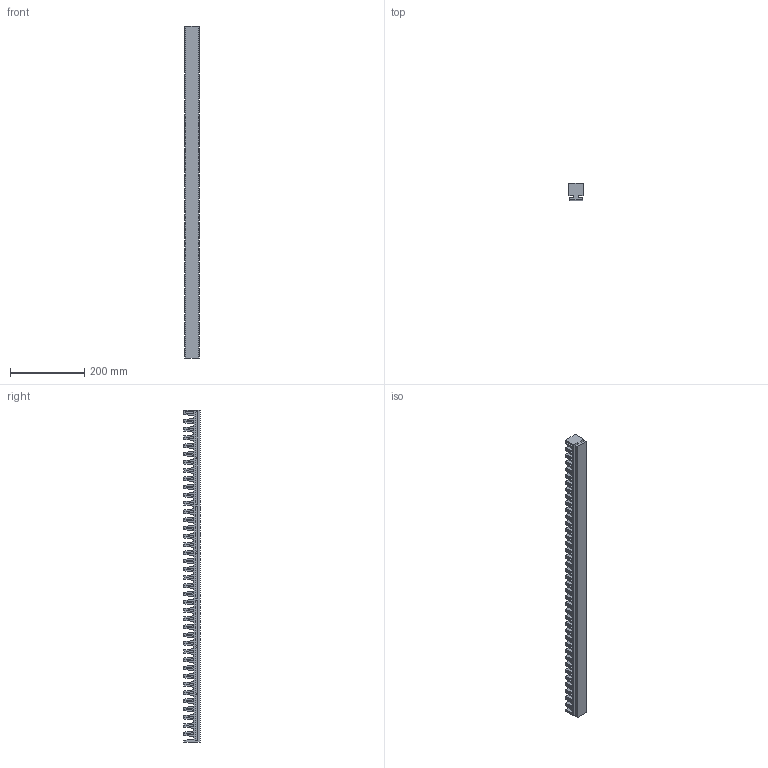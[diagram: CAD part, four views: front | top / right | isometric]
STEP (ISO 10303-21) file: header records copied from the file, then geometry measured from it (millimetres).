
FILE_DESCRIPTION((''),'2;1');
FILE_NAME('DE_414.stp','2007-11-16T10:01:34',('User'),('SDRC'), 'I-DEAS Master Series 9','UNIX','Yes');
FILE_SCHEMA(('AUTOMOTIVE_DESIGN { 1 0 10303 214 1 1 1 1 }'));
Length unit declared in the file: inch
Products named in the file (1): DE_414
Bounding box: 38.1 x 44.45 x 896.94 mm (x, y, z)
Volume: 803962.1 mm3; surface area: 325590.7 mm2
Topology: 1 solids, 1 shells, 552 faces, 1410 edges, 940 vertices
Faces by surface type: bspline 552
Entity records: 14965 total; most frequent: CARTESIAN_POINT 5969, ORIENTED_EDGE 2820, EDGE_CURVE 1410, VERTEX_POINT 940, QUASI_UNIFORM_CURVE 822, EDGE_LOOP 632, B_SPLINE_CURVE_WITH_KNOTS 588, FACE_OUTER_BOUND 552
